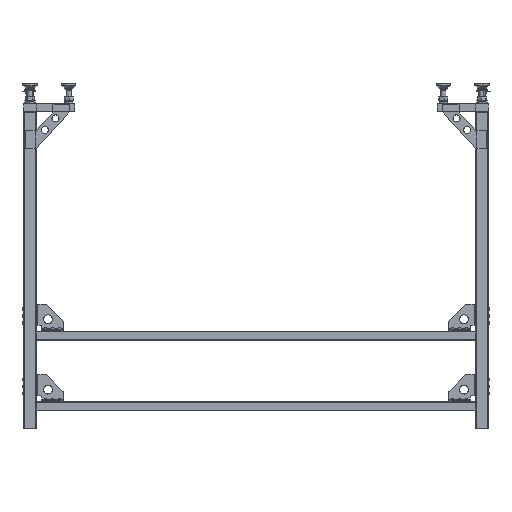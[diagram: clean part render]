
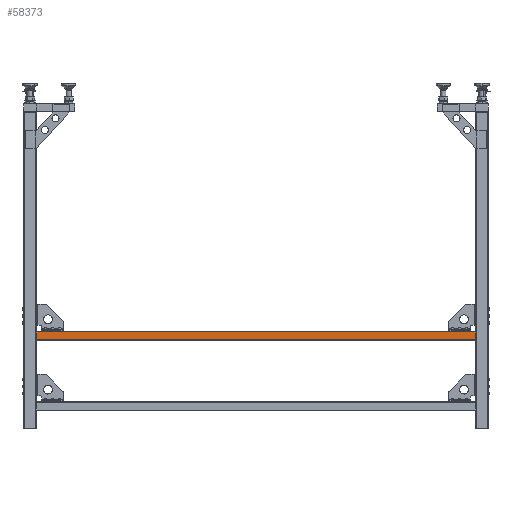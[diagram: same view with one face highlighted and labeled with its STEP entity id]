
A CAD part, left-side view. The second image highlights one B-rep face of the part: STEP entity #58373.
In plain terms, the highlighted planar face has unit normal (-1, 0, 0).
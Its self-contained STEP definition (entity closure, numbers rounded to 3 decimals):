
#248 = DIRECTION ( 'NONE',  ( 0., 1., 0. ) ) ;
#1485 = AXIS2_PLACEMENT_3D ( 'NONE', #50400, #56354, #22626 ) ;
#2976 = LINE ( 'NONE', #66237, #67319 ) ;
#4023 = CARTESIAN_POINT ( 'NONE',  ( -146.305, 497.528, 1162.001 ) ) ;
#4494 = VECTOR ( 'NONE', #8367, 1000. ) ;
#4967 = VERTEX_POINT ( 'NONE', #55468 ) ;
#5363 = FACE_OUTER_BOUND ( 'NONE', #29133, .T. ) ;
#7941 = VERTEX_POINT ( 'NONE', #19978 ) ;
#8367 = DIRECTION ( 'NONE',  ( 0., 0., -1. ) ) ;
#10508 = LINE ( 'NONE', #51948, #4494 ) ;
#12045 = PLANE ( 'NONE',  #1485 ) ;
#14280 = LINE ( 'NONE', #4023, #70908 ) ;
#14355 = DIRECTION ( 'NONE',  ( 0., 0., -1. ) ) ;
#17645 = EDGE_CURVE ( 'NONE', #4967, #53039, #2976, .T. ) ;
#18314 = ORIENTED_EDGE ( 'NONE', *, *, #65707, .T. ) ;
#19309 = EDGE_CURVE ( 'NONE', #29468, #53039, #10508, .T. ) ;
#19978 = CARTESIAN_POINT ( 'NONE',  ( -146.305, 497.528, 1206.001 ) ) ;
#22626 = DIRECTION ( 'NONE',  ( 0., 0., 1. ) ) ;
#29133 = EDGE_LOOP ( 'NONE', ( #65951, #37300, #37279, #18314 ) ) ;
#29468 = VERTEX_POINT ( 'NONE', #55972 ) ;
#34919 = LINE ( 'NONE', #58961, #58876 ) ;
#37236 = CARTESIAN_POINT ( 'NONE',  ( -146.305, 2997.528, 1162.001 ) ) ;
#37279 = ORIENTED_EDGE ( 'NONE', *, *, #70665, .F. ) ;
#37300 = ORIENTED_EDGE ( 'NONE', *, *, #17645, .F. ) ;
#50400 = CARTESIAN_POINT ( 'NONE',  ( -146.305, 497.528, 1162.001 ) ) ;
#51948 = CARTESIAN_POINT ( 'NONE',  ( -146.305, 2997.528, 1162.001 ) ) ;
#53039 = VERTEX_POINT ( 'NONE', #37236 ) ;
#55468 = CARTESIAN_POINT ( 'NONE',  ( -146.305, 497.528, 1162.001 ) ) ;
#55972 = CARTESIAN_POINT ( 'NONE',  ( -146.305, 2997.528, 1206.001 ) ) ;
#56354 = DIRECTION ( 'NONE',  ( 1., 0., 0. ) ) ;
#58373 = ADVANCED_FACE ( 'NONE', ( #5363 ), #12045, .F. ) ;
#58876 = VECTOR ( 'NONE', #69326, 1000. ) ;
#58961 = CARTESIAN_POINT ( 'NONE',  ( -146.305, 497.528, 1206.001 ) ) ;
#65707 = EDGE_CURVE ( 'NONE', #7941, #29468, #34919, .T. ) ;
#65951 = ORIENTED_EDGE ( 'NONE', *, *, #19309, .T. ) ;
#66237 = CARTESIAN_POINT ( 'NONE',  ( -146.305, 497.528, 1162.001 ) ) ;
#67319 = VECTOR ( 'NONE', #248, 1000. ) ;
#69326 = DIRECTION ( 'NONE',  ( 0., 1., 0. ) ) ;
#70665 = EDGE_CURVE ( 'NONE', #7941, #4967, #14280, .T. ) ;
#70908 = VECTOR ( 'NONE', #14355, 1000. ) ;
